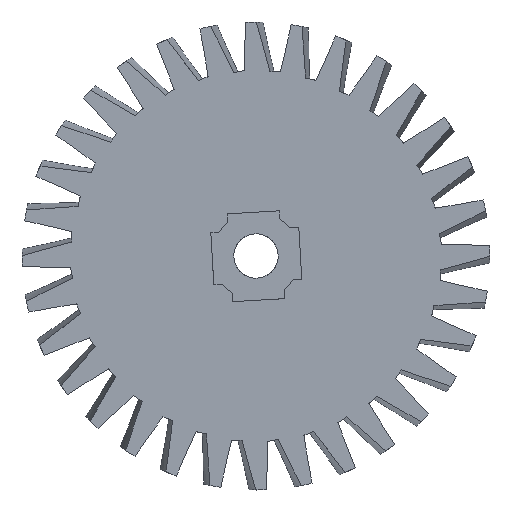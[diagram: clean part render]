
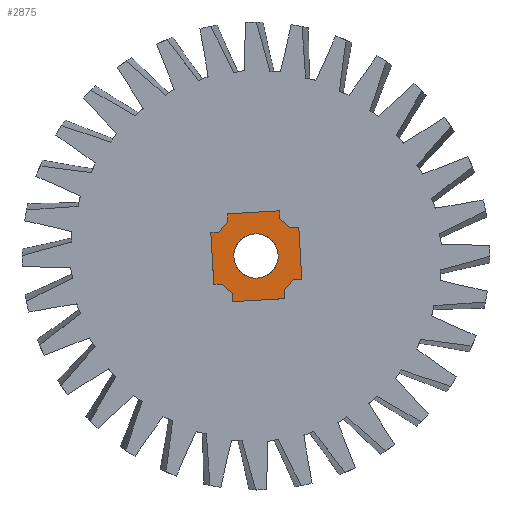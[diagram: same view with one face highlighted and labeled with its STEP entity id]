
A CAD part, front view. The second image highlights one B-rep face of the part: STEP entity #2875.
In plain terms, the highlighted planar face has unit normal (0, -1, 0).
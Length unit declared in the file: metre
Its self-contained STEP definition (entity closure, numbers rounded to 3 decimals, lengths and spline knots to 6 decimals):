
#89=CIRCLE('',#3025,0.004191);
#90=CIRCLE('',#3027,0.004191);
#91=CIRCLE('',#3029,0.004191);
#92=CIRCLE('',#3031,0.004191);
#97=CIRCLE('',#3061,0.002127);
#112=PLANE('',#3063);
#197=LINE('',#10430,#301);
#199=LINE('',#10436,#303);
#201=LINE('',#10440,#305);
#203=LINE('',#10444,#307);
#204=LINE('',#10446,#308);
#206=LINE('',#10452,#310);
#208=LINE('',#10456,#312);
#209=LINE('',#10458,#313);
#211=LINE('',#10464,#315);
#213=LINE('',#10470,#317);
#215=LINE('',#10474,#319);
#216=LINE('',#10476,#320);
#301=VECTOR('',#3438,1.);
#303=VECTOR('',#3444,1.);
#305=VECTOR('',#3448,1.);
#307=VECTOR('',#3452,1.);
#308=VECTOR('',#3455,1.);
#310=VECTOR('',#3461,1.);
#312=VECTOR('',#3465,1.);
#313=VECTOR('',#3468,1.);
#315=VECTOR('',#3474,1.);
#317=VECTOR('',#3480,1.);
#319=VECTOR('',#3484,1.);
#320=VECTOR('',#3487,1.);
#1286=ORIENTED_EDGE('',*,*,#1756,.T.);
#1287=ORIENTED_EDGE('',*,*,#1705,.T.);
#1288=ORIENTED_EDGE('',*,*,#1738,.T.);
#1289=ORIENTED_EDGE('',*,*,#1736,.T.);
#1290=ORIENTED_EDGE('',*,*,#1739,.T.);
#1291=ORIENTED_EDGE('',*,*,#1709,.T.);
#1292=ORIENTED_EDGE('',*,*,#1721,.T.);
#1293=ORIENTED_EDGE('',*,*,#1719,.T.);
#1294=ORIENTED_EDGE('',*,*,#1716,.T.);
#1295=ORIENTED_EDGE('',*,*,#1714,.T.);
#1296=ORIENTED_EDGE('',*,*,#1723,.T.);
#1297=ORIENTED_EDGE('',*,*,#1727,.T.);
#1298=ORIENTED_EDGE('',*,*,#1724,.T.);
#1299=ORIENTED_EDGE('',*,*,#1711,.T.);
#1300=ORIENTED_EDGE('',*,*,#1729,.T.);
#1301=ORIENTED_EDGE('',*,*,#1733,.T.);
#1302=ORIENTED_EDGE('',*,*,#1730,.T.);
#1705=EDGE_CURVE('',#2031,#2030,#89,.T.);
#1709=EDGE_CURVE('',#2032,#2033,#90,.T.);
#1711=EDGE_CURVE('',#2035,#2034,#91,.T.);
#1714=EDGE_CURVE('',#2037,#2036,#92,.T.);
#1716=EDGE_CURVE('',#2038,#2037,#197,.T.);
#1719=EDGE_CURVE('',#2040,#2038,#199,.T.);
#1721=EDGE_CURVE('',#2033,#2040,#201,.T.);
#1723=EDGE_CURVE('',#2036,#2041,#203,.T.);
#1724=EDGE_CURVE('',#2042,#2035,#204,.T.);
#1727=EDGE_CURVE('',#2041,#2042,#206,.T.);
#1729=EDGE_CURVE('',#2034,#2044,#208,.T.);
#1730=EDGE_CURVE('',#2045,#2031,#209,.T.);
#1733=EDGE_CURVE('',#2044,#2045,#211,.T.);
#1736=EDGE_CURVE('',#2049,#2048,#213,.T.);
#1738=EDGE_CURVE('',#2030,#2049,#215,.T.);
#1739=EDGE_CURVE('',#2048,#2032,#216,.T.);
#1756=EDGE_CURVE('',#2062,#2062,#97,.T.);
#2030=VERTEX_POINT('',#10407);
#2031=VERTEX_POINT('',#10409);
#2032=VERTEX_POINT('',#10413);
#2033=VERTEX_POINT('',#10415);
#2034=VERTEX_POINT('',#10419);
#2035=VERTEX_POINT('',#10421);
#2036=VERTEX_POINT('',#10425);
#2037=VERTEX_POINT('',#10427);
#2038=VERTEX_POINT('',#10431);
#2040=VERTEX_POINT('',#10437);
#2041=VERTEX_POINT('',#10443);
#2042=VERTEX_POINT('',#10447);
#2044=VERTEX_POINT('',#10455);
#2045=VERTEX_POINT('',#10459);
#2048=VERTEX_POINT('',#10469);
#2049=VERTEX_POINT('',#10471);
#2062=VERTEX_POINT('',#10559);
#2491=EDGE_LOOP('',(#1286));
#2492=EDGE_LOOP('',(#1287,#1288,#1289,#1290,#1291,#1292,#1293,#1294,#1295,
#1296,#1297,#1298,#1299,#1300,#1301,#1302));
#2657=FACE_BOUND('',#2491,.T.);
#2658=FACE_BOUND('',#2492,.T.);
#2875=ADVANCED_FACE('',(#2657,#2658),#112,.T.);
#3025=AXIS2_PLACEMENT_3D('',#10408,#3415,#3416);
#3027=AXIS2_PLACEMENT_3D('',#10416,#3422,#3423);
#3029=AXIS2_PLACEMENT_3D('',#10420,#3427,#3428);
#3031=AXIS2_PLACEMENT_3D('',#10426,#3433,#3434);
#3061=AXIS2_PLACEMENT_3D('',#10558,#3514,#3515);
#3063=AXIS2_PLACEMENT_3D('',#10561,#3518,#3519);
#3415=DIRECTION('',(0.,-1.,0.));
#3416=DIRECTION('',(0.998,0.,0.058));
#3422=DIRECTION('',(0.,-1.,0.));
#3423=DIRECTION('',(0.998,0.,0.058));
#3427=DIRECTION('',(0.,-1.,0.));
#3428=DIRECTION('',(0.998,0.,0.058));
#3433=DIRECTION('',(0.,-1.,0.));
#3434=DIRECTION('',(0.998,0.,0.058));
#3438=DIRECTION('',(-0.998,0.,-0.058));
#3444=DIRECTION('',(-0.058,0.,0.998));
#3448=DIRECTION('',(0.998,0.,0.058));
#3452=DIRECTION('',(-0.058,0.,0.998));
#3455=DIRECTION('',(0.058,0.,-0.998));
#3461=DIRECTION('',(-0.998,0.,-0.058));
#3465=DIRECTION('',(-0.998,0.,-0.058));
#3468=DIRECTION('',(0.998,0.,0.058));
#3474=DIRECTION('',(0.058,0.,-0.998));
#3480=DIRECTION('',(0.998,0.,0.058));
#3484=DIRECTION('',(0.058,0.,-0.998));
#3487=DIRECTION('',(-0.058,0.,0.998));
#3514=DIRECTION('',(0.,1.,0.));
#3515=DIRECTION('',(0.998,0.,0.058));
#3518=DIRECTION('',(0.,-1.,0.));
#3519=DIRECTION('',(0.998,0.,0.058));
#10407=CARTESIAN_POINT('',(0.041714,-0.011,0.04356));
#10408=CARTESIAN_POINT('',(0.044015,-0.011,0.047062));
#10409=CARTESIAN_POINT('',(0.040801,-0.011,0.044372));
#10413=CARTESIAN_POINT('',(0.046705,-0.011,0.043848));
#10415=CARTESIAN_POINT('',(0.047518,-0.011,0.04476));
#10416=CARTESIAN_POINT('',(0.044015,-0.011,0.047062));
#10419=CARTESIAN_POINT('',(0.040513,-0.011,0.049364));
#10420=CARTESIAN_POINT('',(0.044015,-0.011,0.047062));
#10421=CARTESIAN_POINT('',(0.041325,-0.011,0.050276));
#10425=CARTESIAN_POINT('',(0.046317,-0.011,0.050564));
#10426=CARTESIAN_POINT('',(0.044015,-0.011,0.047062));
#10427=CARTESIAN_POINT('',(0.047229,-0.011,0.049752));
#10430=CARTESIAN_POINT('',(0.043871,-0.011,0.049558));
#10431=CARTESIAN_POINT('',(0.048115,-0.011,0.049803));
#10436=CARTESIAN_POINT('',(0.048403,-0.011,0.044812));
#10437=CARTESIAN_POINT('',(0.048403,-0.011,0.044812));
#10440=CARTESIAN_POINT('',(0.04416,-0.011,0.044566));
#10443=CARTESIAN_POINT('',(0.046269,-0.011,0.05139));
#10444=CARTESIAN_POINT('',(0.046511,-0.011,0.047206));
#10446=CARTESIAN_POINT('',(0.041519,-0.011,0.046918));
#10447=CARTESIAN_POINT('',(0.041278,-0.011,0.051102));
#10452=CARTESIAN_POINT('',(0.041278,-0.011,0.051102));
#10455=CARTESIAN_POINT('',(0.039687,-0.011,0.049316));
#10456=CARTESIAN_POINT('',(0.048115,-0.011,0.049803));
#10458=CARTESIAN_POINT('',(0.039976,-0.011,0.044324));
#10459=CARTESIAN_POINT('',(0.039976,-0.011,0.044324));
#10464=CARTESIAN_POINT('',(0.039687,-0.011,0.049316));
#10469=CARTESIAN_POINT('',(0.046756,-0.011,0.042977));
#10470=CARTESIAN_POINT('',(0.046756,-0.011,0.042977));
#10471=CARTESIAN_POINT('',(0.041764,-0.011,0.042688));
#10474=CARTESIAN_POINT('',(0.041764,-0.011,0.042688));
#10476=CARTESIAN_POINT('',(0.046269,-0.011,0.05139));
#10558=CARTESIAN_POINT('',(0.044015,-0.011,0.047062));
#10559=CARTESIAN_POINT('',(0.046139,-0.011,0.047185));
#10561=CARTESIAN_POINT('',(0.044015,-0.011,0.047062));
